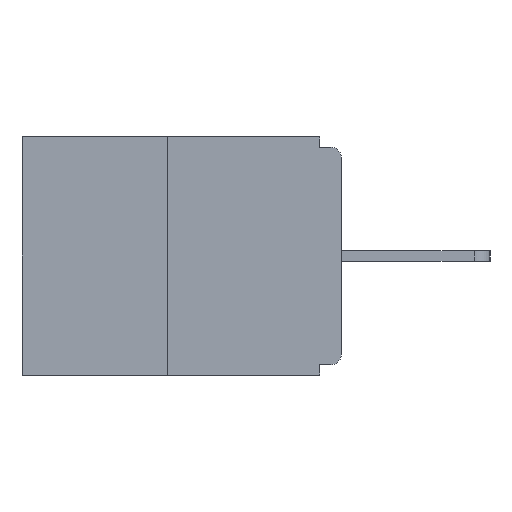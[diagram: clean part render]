
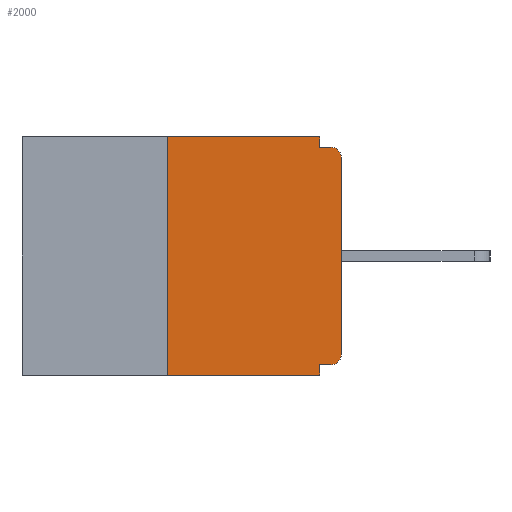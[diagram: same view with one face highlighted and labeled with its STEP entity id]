
A CAD part, left-side view. The second image highlights one B-rep face of the part: STEP entity #2000.
In plain terms, the highlighted planar face has unit normal (-1, 0, 0).
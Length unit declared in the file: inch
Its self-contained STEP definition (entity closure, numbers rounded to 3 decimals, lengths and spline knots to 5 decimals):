
#18 = CARTESIAN_POINT ( 'NONE',  ( 0., 0.015, -0.015 ) ) ;
#238 = EDGE_CURVE ( 'NONE', #2983, #3579, #852, .T. ) ;
#288 = CIRCLE ( 'NONE', #11567, 0.015 ) ;
#361 = DIRECTION ( 'NONE',  ( -1., 0., 0. ) ) ;
#384 = CARTESIAN_POINT ( 'NONE',  ( 0., 0.031, -0.343 ) ) ;
#506 = ORIENTED_EDGE ( 'NONE', *, *, #9993, .F. ) ;
#788 = DIRECTION ( 'NONE',  ( 0., -1., 0. ) ) ;
#852 = LINE ( 'NONE', #12054, #5781 ) ;
#951 = EDGE_CURVE ( 'NONE', #1517, #2983, #9632, .T. ) ;
#963 = VECTOR ( 'NONE', #7590, 39.37008 ) ;
#1121 = LINE ( 'NONE', #3974, #7003 ) ;
#1213 = CARTESIAN_POINT ( 'NONE',  ( 0., 0.031, 0. ) ) ;
#1317 = EDGE_CURVE ( 'NONE', #1613, #6857, #11888, .T. ) ;
#1506 = DIRECTION ( 'NONE',  ( 0., 0., -1. ) ) ;
#1517 = VERTEX_POINT ( 'NONE', #1213 ) ;
#1613 = VERTEX_POINT ( 'NONE', #3262 ) ;
#1768 = CARTESIAN_POINT ( 'NONE',  ( 0., 0., -0.03 ) ) ;
#2000 = ADVANCED_FACE ( 'NONE', ( #6264 ), #4225, .F. ) ;
#2017 = EDGE_CURVE ( 'NONE', #2122, #6857, #6943, .T. ) ;
#2122 = VERTEX_POINT ( 'NONE', #8453 ) ;
#2160 = ORIENTED_EDGE ( 'NONE', *, *, #10454, .T. ) ;
#2983 = VERTEX_POINT ( 'NONE', #6237 ) ;
#3168 = ORIENTED_EDGE ( 'NONE', *, *, #238, .F. ) ;
#3236 = DIRECTION ( 'NONE',  ( 1., 0., 0. ) ) ;
#3262 = CARTESIAN_POINT ( 'NONE',  ( 0., 0.25, -0.343 ) ) ;
#3579 = VERTEX_POINT ( 'NONE', #18 ) ;
#3741 = DIRECTION ( 'NONE',  ( 0., 1., 0. ) ) ;
#3817 = CARTESIAN_POINT ( 'NONE',  ( 0., 0., 0. ) ) ;
#3905 = DIRECTION ( 'NONE',  ( 0., 0., -1. ) ) ;
#3943 = AXIS2_PLACEMENT_3D ( 'NONE', #5336, #3236, #7877 ) ;
#3974 = CARTESIAN_POINT ( 'NONE',  ( 0., 0.25, 0. ) ) ;
#4225 = PLANE ( 'NONE',  #3943 ) ;
#4266 = CIRCLE ( 'NONE', #4863, 0.015 ) ;
#4288 = DIRECTION ( 'NONE',  ( 0., 0., -1. ) ) ;
#4458 = CARTESIAN_POINT ( 'NONE',  ( 0., 0.46, -0.343 ) ) ;
#4863 = AXIS2_PLACEMENT_3D ( 'NONE', #11184, #5414, #1506 ) ;
#5172 = DIRECTION ( 'NONE',  ( 0., -1., 0. ) ) ;
#5247 = VECTOR ( 'NONE', #5172, 39.37008 ) ;
#5336 = CARTESIAN_POINT ( 'NONE',  ( 0., 0.46, 0. ) ) ;
#5411 = EDGE_CURVE ( 'NONE', #9489, #2122, #5475, .T. ) ;
#5414 = DIRECTION ( 'NONE',  ( -1., 0., 0. ) ) ;
#5475 = LINE ( 'NONE', #8338, #5762 ) ;
#5762 = VECTOR ( 'NONE', #3741, 39.37008 ) ;
#5781 = VECTOR ( 'NONE', #788, 39.37008 ) ;
#5880 = CARTESIAN_POINT ( 'NONE',  ( 0., 0.031, 0. ) ) ;
#6066 = CARTESIAN_POINT ( 'NONE',  ( 0., 0.015, -0.313 ) ) ;
#6082 = CARTESIAN_POINT ( 'NONE',  ( 0., 0., -0.313 ) ) ;
#6237 = CARTESIAN_POINT ( 'NONE',  ( 0., 0.031, -0.015 ) ) ;
#6264 = FACE_OUTER_BOUND ( 'NONE', #10510, .T. ) ;
#6272 = ORIENTED_EDGE ( 'NONE', *, *, #1317, .T. ) ;
#6638 = CARTESIAN_POINT ( 'NONE',  ( 0., 0.015, -0.328 ) ) ;
#6857 = VERTEX_POINT ( 'NONE', #8892 ) ;
#6943 = LINE ( 'NONE', #384, #8705 ) ;
#6967 = CARTESIAN_POINT ( 'NONE',  ( 0., 0.46, 0. ) ) ;
#6975 = VERTEX_POINT ( 'NONE', #7015 ) ;
#7003 = VECTOR ( 'NONE', #7743, 39.37008 ) ;
#7015 = CARTESIAN_POINT ( 'NONE',  ( 0., 0.25, 0. ) ) ;
#7355 = EDGE_CURVE ( 'NONE', #1613, #6975, #1121, .T. ) ;
#7590 = DIRECTION ( 'NONE',  ( 0., 0., 1. ) ) ;
#7743 = DIRECTION ( 'NONE',  ( 0., 0., 1. ) ) ;
#7877 = DIRECTION ( 'NONE',  ( 0., 0., -1. ) ) ;
#8032 = LINE ( 'NONE', #6967, #5247 ) ;
#8338 = CARTESIAN_POINT ( 'NONE',  ( 0., 0., -0.328 ) ) ;
#8392 = VECTOR ( 'NONE', #12066, 39.37008 ) ;
#8453 = CARTESIAN_POINT ( 'NONE',  ( 0., 0.031, -0.328 ) ) ;
#8479 = LINE ( 'NONE', #3817, #963 ) ;
#8705 = VECTOR ( 'NONE', #4288, 39.37008 ) ;
#8714 = ORIENTED_EDGE ( 'NONE', *, *, #7355, .F. ) ;
#8777 = VECTOR ( 'NONE', #3905, 39.37008 ) ;
#8892 = CARTESIAN_POINT ( 'NONE',  ( 0., 0.031, -0.343 ) ) ;
#8930 = ORIENTED_EDGE ( 'NONE', *, *, #9576, .T. ) ;
#9137 = VERTEX_POINT ( 'NONE', #6082 ) ;
#9441 = ORIENTED_EDGE ( 'NONE', *, *, #951, .F. ) ;
#9489 = VERTEX_POINT ( 'NONE', #6638 ) ;
#9576 = EDGE_CURVE ( 'NONE', #9489, #9137, #288, .T. ) ;
#9632 = LINE ( 'NONE', #5880, #8777 ) ;
#9993 = EDGE_CURVE ( 'NONE', #6975, #1517, #8032, .T. ) ;
#10336 = ORIENTED_EDGE ( 'NONE', *, *, #11403, .T. ) ;
#10454 = EDGE_CURVE ( 'NONE', #11253, #3579, #4266, .T. ) ;
#10510 = EDGE_LOOP ( 'NONE', ( #506, #8714, #6272, #11955, #11506, #8930, #10336, #2160, #3168, #9441 ) ) ;
#10915 = DIRECTION ( 'NONE',  ( 0., 0., -1. ) ) ;
#11184 = CARTESIAN_POINT ( 'NONE',  ( 0., 0.015, -0.03 ) ) ;
#11253 = VERTEX_POINT ( 'NONE', #1768 ) ;
#11403 = EDGE_CURVE ( 'NONE', #9137, #11253, #8479, .T. ) ;
#11506 = ORIENTED_EDGE ( 'NONE', *, *, #5411, .F. ) ;
#11567 = AXIS2_PLACEMENT_3D ( 'NONE', #6066, #361, #10915 ) ;
#11888 = LINE ( 'NONE', #4458, #8392 ) ;
#11955 = ORIENTED_EDGE ( 'NONE', *, *, #2017, .F. ) ;
#12054 = CARTESIAN_POINT ( 'NONE',  ( 0., 0., -0.015 ) ) ;
#12066 = DIRECTION ( 'NONE',  ( 0., -1., 0. ) ) ;
